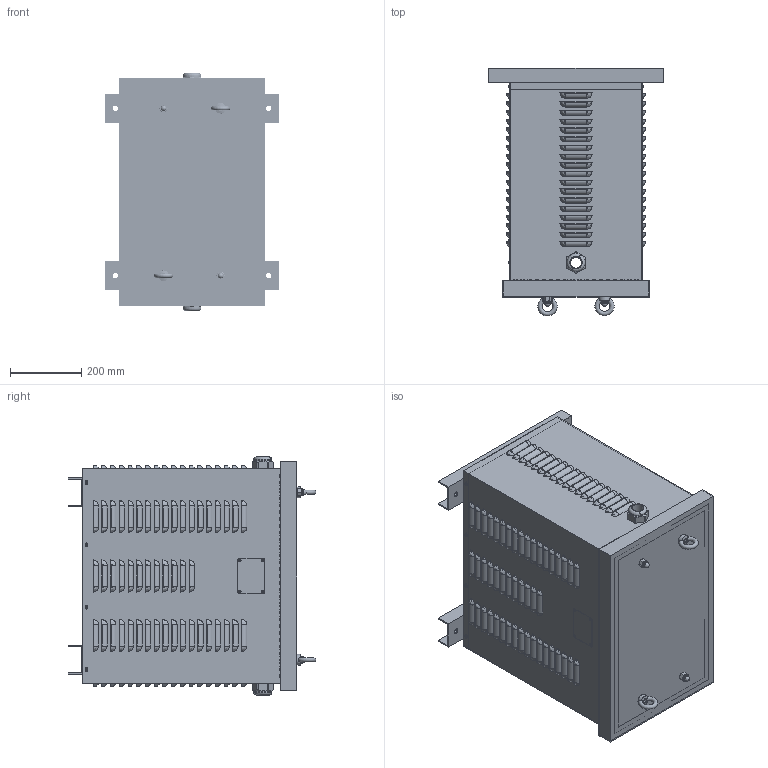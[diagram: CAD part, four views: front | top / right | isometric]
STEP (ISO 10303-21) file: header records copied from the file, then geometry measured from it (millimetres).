
FILE_DESCRIPTION(/* description */ (''),/* implementation_level */ '2;1');
FILE_NAME(/* name */ 'YAQ03405763.stp',/* time_stamp */ '2023-06-08T12:27:26+02:00',/* author */ ('velazquez'),/* organization */ (''),/* preprocessor_version */ 'ST-DEVELOPER v19.2',/* originating_system */ 'Autodesk Inventor 2023',/* authorisation */ '');
FILE_SCHEMA (('AUTOMOTIVE_DESIGN { 1 0 10303 214 3 1 1 }'));
Products named in the file (11): YAQ03405763; JE060 - JE075 CUERPO; JE060 - JE075 BASE; JE060 - JE075 PATAS; PLACA CARACTERISTICAS; JE075 TAPA SUPERIOR; 1411147; DIN 582 - M12; DIN 986 - M14 - SW21; IFI 521 - 41, TPHSSPMBR; ISO 7045 - M4 x 5 - 4.8 - H
Assembly tree (24 placements, depth 2):
  YAQ03405763
    JE060 - JE075 CUERPO
    JE060 - JE075 BASE
    JE060 - JE075 PATAS  x2
    PLACA CARACTERISTICAS
    JE075 TAPA SUPERIOR
    1411147  x2
    DIN 582 - M12  x2
    DIN 986 - M14 - SW21  x2
    IFI 521 - 41, TPHSSPMBR  x4
    ISO 7045 - M4 x 5 - 4.8 - H  x8
Bounding box: 490 x 694.9 x 668.2 mm (x, y, z)
Volume: 4615032.5 mm3; surface area: 4047244.7 mm2
Topology: 24 solids, 24 shells, 2907 faces, 8204 edges, 5103 vertices
Faces by surface type: plane 1145, cylinder 1024, bspline 532, cone 134, torus 58, sphere 14
Full cylindrical faces by diameter (mm): 3.2 x4, 3.621 x8, 4 x16, 5 x8, 10.106 x2, 11 x364, 11.835 x2, 15 x8, 15.6 x2, 21 x2, 30 x2, 48 x2
Entity records: 90380 total; most frequent: CARTESIAN_POINT 18993, DIRECTION 14253, ORIENTED_EDGE 14184, EDGE_CURVE 7092, AXIS2_PLACEMENT_3D 5150, VERTEX_POINT 4548, LINE 3953, VECTOR 3953
